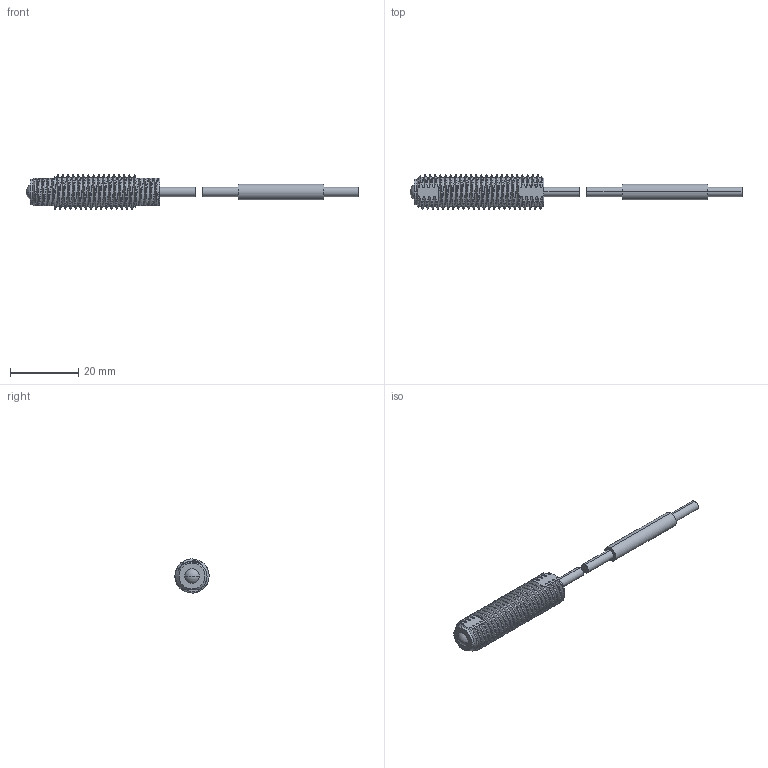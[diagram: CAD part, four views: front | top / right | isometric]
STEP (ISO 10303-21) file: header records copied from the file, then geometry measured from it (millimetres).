
FILE_DESCRIPTION (( 'STEP AP203' ), '1' );
FILE_NAME ('BP100A-LF.STEP', '2017-11-24T01:14:46', ( '' ), ( '' ), 'SwSTEP 2.0', 'SolidWorks 2017', '' );
FILE_SCHEMA (( 'CONFIG_CONTROL_DESIGN' ));
Products named in the file (1): BP100A-LF
Bounding box: 97.2 x 10 x 10 mm (x, y, z)
Volume: 2999 mm3; surface area: 2399.4 mm2
Topology: 2 solids, 2 shells, 130 faces, 363 edges, 241 vertices
Faces by surface type: cylinder 58, bspline 51, plane 15, cone 4, sphere 2
Entity records: 65617 total; most frequent: CARTESIAN_POINT 63014, ORIENTED_EDGE 726, EDGE_CURVE 363, DIRECTION 294, VERTEX_POINT 241, EDGE_LOOP 134, FACE_OUTER_BOUND 130, ADVANCED_FACE 130
